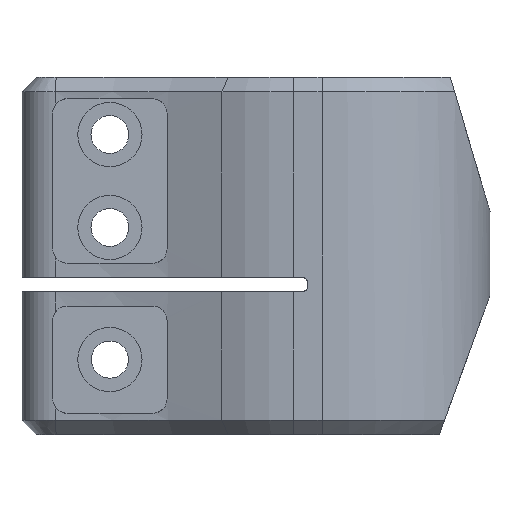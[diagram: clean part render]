
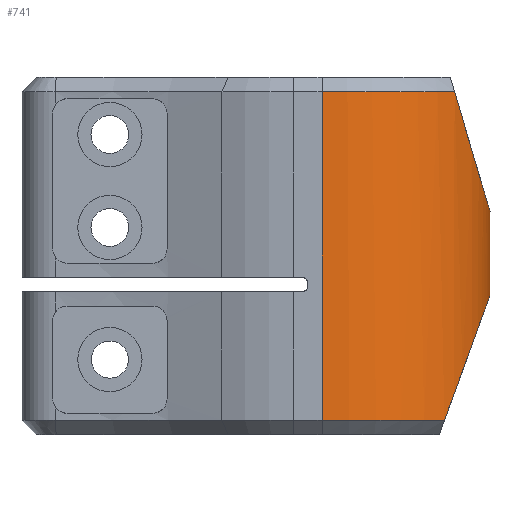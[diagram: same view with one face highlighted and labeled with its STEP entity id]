
A CAD part, front view. The second image highlights one B-rep face of the part: STEP entity #741.
In plain terms, the highlighted cylindrical face has radius 23.5 mm (diameter 47 mm), a partial arc.
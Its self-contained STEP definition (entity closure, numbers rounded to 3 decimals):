
#8 = DIRECTION ( 'NONE',  ( 1., 0., 0. ) ) ;
#29 = CARTESIAN_POINT ( 'NONE',  ( 20.54, -14.44, 48. ) ) ;
#32 = EDGE_CURVE ( 'NONE', #3237, #43, #1830, .T. ) ;
#43 = VERTEX_POINT ( 'NONE', #538 ) ;
#65 = ORIENTED_EDGE ( 'NONE', *, *, #1843, .T. ) ;
#199 = CIRCLE ( 'NONE', #3026, 23.5 ) ;
#285 = CARTESIAN_POINT ( 'NONE',  ( 20.54, 14.44, 48. ) ) ;
#325 = AXIS2_PLACEMENT_3D ( 'NONE', #3052, #352, #3035 ) ;
#352 = DIRECTION ( 'NONE',  ( 0., 0., -1. ) ) ;
#365 =( BOUNDED_CURVE ( )  B_SPLINE_CURVE ( 3, ( #29, #1604, #2678, #285 ),
 .UNSPECIFIED., .F., .T. ) 
 B_SPLINE_CURVE_WITH_KNOTS ( ( 4, 4 ),
 ( 5.621, 6.945 ),
 .UNSPECIFIED. ) 
 CURVE ( )  GEOMETRIC_REPRESENTATION_ITEM ( )  RATIONAL_B_SPLINE_CURVE ( ( 1., 0.859, 0.859, 1. ) ) 
 REPRESENTATION_ITEM ( '' )  );
#419 = ORIENTED_EDGE ( 'NONE', *, *, #32, .T. ) ;
#434 = VERTEX_POINT ( 'NONE', #2434 ) ;
#507 = DIRECTION ( 'NONE',  ( 0., 0., -1. ) ) ;
#538 = CARTESIAN_POINT ( 'NONE',  ( 2., -23.5, 2. ) ) ;
#550 = FACE_OUTER_BOUND ( 'NONE', #1323, .T. ) ;
#606 = VERTEX_POINT ( 'NONE', #2240 ) ;
#631 = CARTESIAN_POINT ( 'NONE',  ( 2., 23.5, 2. ) ) ;
#645 = VERTEX_POINT ( 'NONE', #1494 ) ;
#685 = EDGE_CURVE ( 'NONE', #434, #2411, #199, .T. ) ;
#725 = CIRCLE ( 'NONE', #325, 23.5 ) ;
#741 = ADVANCED_FACE ( 'NONE', ( #550 ), #2694, .T. ) ;
#809 = DIRECTION ( 'NONE',  ( 1., 0., 0. ) ) ;
#837 = DIRECTION ( 'NONE',  ( 0., 0., -1. ) ) ;
#841 = DIRECTION ( 'NONE',  ( 0., 0., 1. ) ) ;
#1071 = DIRECTION ( 'NONE',  ( 0., 0., -1. ) ) ;
#1149 = ORIENTED_EDGE ( 'NONE', *, *, #1773, .T. ) ;
#1232 = VERTEX_POINT ( 'NONE', #1847 ) ;
#1299 = CARTESIAN_POINT ( 'NONE',  ( 20.54, 14.44, 48. ) ) ;
#1312 = CIRCLE ( 'NONE', #2366, 23.5 ) ;
#1323 = EDGE_LOOP ( 'NONE', ( #1487, #1803, #3410, #2848, #2145, #65, #419, #1149 ) ) ;
#1358 = DIRECTION ( 'NONE',  ( -1., 0., 0. ) ) ;
#1361 = AXIS2_PLACEMENT_3D ( 'NONE', #2428, #837, #1358 ) ;
#1400 = CARTESIAN_POINT ( 'NONE',  ( 2., 0., 2. ) ) ;
#1454 = AXIS2_PLACEMENT_3D ( 'NONE', #3247, #841, #809 ) ;
#1487 = ORIENTED_EDGE ( 'NONE', *, *, #2367, .F. ) ;
#1494 = CARTESIAN_POINT ( 'NONE',  ( 19.128, -16.09, 2. ) ) ;
#1535 = CARTESIAN_POINT ( 'NONE',  ( 28.093, 6.547, 26.63 ) ) ;
#1545 = VECTOR ( 'NONE', #2822, 1000. ) ;
#1552 = CARTESIAN_POINT ( 'NONE',  ( 19.128, -16.09, 2. ) ) ;
#1604 = CARTESIAN_POINT ( 'NONE',  ( 27.424, -5.601, 24.671 ) ) ;
#1771 = LINE ( 'NONE', #2011, #1545 ) ;
#1773 = EDGE_CURVE ( 'NONE', #43, #645, #2560, .T. ) ;
#1779 = CARTESIAN_POINT ( 'NONE',  ( 28.093, -6.547, 26.63 ) ) ;
#1803 = ORIENTED_EDGE ( 'NONE', *, *, #2147, .T. ) ;
#1830 = LINE ( 'NONE', #2884, #3141 ) ;
#1843 = EDGE_CURVE ( 'NONE', #1232, #3237, #725, .T. ) ;
#1847 = CARTESIAN_POINT ( 'NONE',  ( 20.54, -14.44, 48. ) ) ;
#1849 = VERTEX_POINT ( 'NONE', #631 ) ;
#2011 = CARTESIAN_POINT ( 'NONE',  ( 2., 23.5, 50. ) ) ;
#2083 = CARTESIAN_POINT ( 'NONE',  ( 2., 0., 48. ) ) ;
#2090 = CARTESIAN_POINT ( 'NONE',  ( 19.128, 16.09, 2. ) ) ;
#2094 = EDGE_CURVE ( 'NONE', #1232, #2411, #365, .T. ) ;
#2145 = ORIENTED_EDGE ( 'NONE', *, *, #2094, .F. ) ;
#2147 = EDGE_CURVE ( 'NONE', #606, #1849, #1312, .T. ) ;
#2240 = CARTESIAN_POINT ( 'NONE',  ( 19.128, 16.09, 2. ) ) ;
#2336 = DIRECTION ( 'NONE',  ( 1., 0., 0. ) ) ;
#2366 = AXIS2_PLACEMENT_3D ( 'NONE', #1400, #2443, #8 ) ;
#2367 = EDGE_CURVE ( 'NONE', #606, #645, #3386, .T. ) ;
#2411 = VERTEX_POINT ( 'NONE', #1299 ) ;
#2428 = CARTESIAN_POINT ( 'NONE',  ( 2., 0., 50. ) ) ;
#2434 = CARTESIAN_POINT ( 'NONE',  ( 2., 23.5, 48. ) ) ;
#2443 = DIRECTION ( 'NONE',  ( 0., 0., 1. ) ) ;
#2560 = CIRCLE ( 'NONE', #1454, 23.5 ) ;
#2678 = CARTESIAN_POINT ( 'NONE',  ( 27.424, 5.601, 24.671 ) ) ;
#2694 = CYLINDRICAL_SURFACE ( 'NONE', #1361, 23.5 ) ;
#2822 = DIRECTION ( 'NONE',  ( 0., 0., -1. ) ) ;
#2848 = ORIENTED_EDGE ( 'NONE', *, *, #685, .T. ) ;
#2884 = CARTESIAN_POINT ( 'NONE',  ( 2., -23.5, 50. ) ) ;
#3026 = AXIS2_PLACEMENT_3D ( 'NONE', #2083, #1071, #2336 ) ;
#3035 = DIRECTION ( 'NONE',  ( 1., 0., 0. ) ) ;
#3052 = CARTESIAN_POINT ( 'NONE',  ( 2., 0., 48. ) ) ;
#3086 = CARTESIAN_POINT ( 'NONE',  ( 2., -23.5, 48. ) ) ;
#3141 = VECTOR ( 'NONE', #507, 1000. ) ;
#3217 = EDGE_CURVE ( 'NONE', #434, #1849, #1771, .T. ) ;
#3237 = VERTEX_POINT ( 'NONE', #3086 ) ;
#3247 = CARTESIAN_POINT ( 'NONE',  ( 2., 0., 2. ) ) ;
#3386 =( BOUNDED_CURVE ( )  B_SPLINE_CURVE ( 3, ( #2090, #1535, #1779, #1552 ),
 .UNSPECIFIED., .F., .T. ) 
 B_SPLINE_CURVE_WITH_KNOTS ( ( 4, 4 ),
 ( 2.387, 3.896 ),
 .UNSPECIFIED. ) 
 CURVE ( )  GEOMETRIC_REPRESENTATION_ITEM ( )  RATIONAL_B_SPLINE_CURVE ( ( 1., 0.819, 0.819, 1. ) ) 
 REPRESENTATION_ITEM ( '' )  );
#3410 = ORIENTED_EDGE ( 'NONE', *, *, #3217, .F. ) ;
